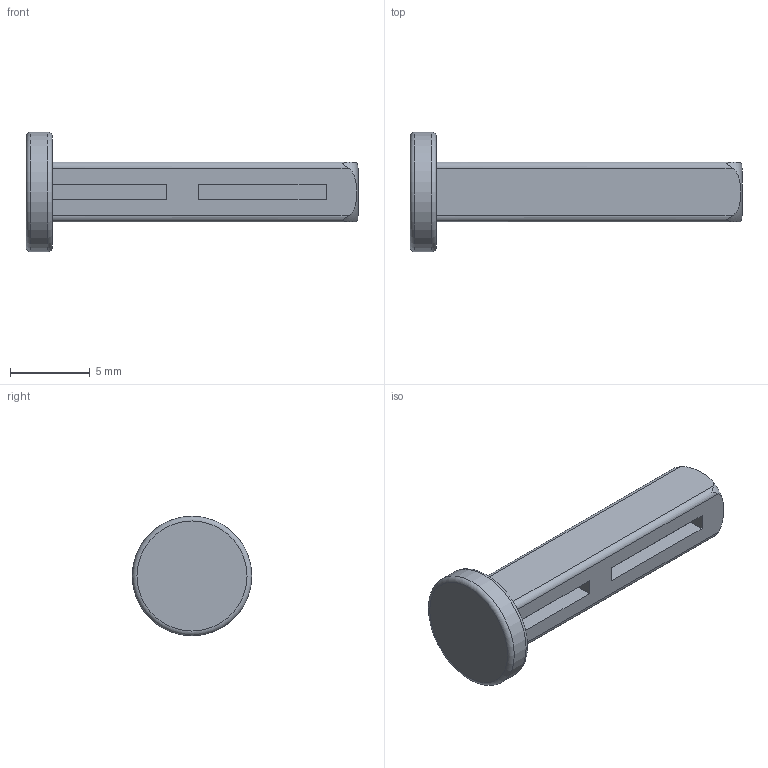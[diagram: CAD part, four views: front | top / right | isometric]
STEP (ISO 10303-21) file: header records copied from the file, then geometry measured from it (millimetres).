
FILE_DESCRIPTION(/* description */ (''),/* implementation_level */ '2;1');
FILE_NAME(/* name */ 'AXp2c.stp',/* time_stamp */ '2019-06-19T17:55:28+02:00',/* author */ ('Varga Daniel'),/* organization */ (''),/* preprocessor_version */ 'ST-DEVELOPER v18',/* originating_system */ 'Autodesk Inventor 2020',/* authorisation */ '');
FILE_SCHEMA (('AUTOMOTIVE_DESIGN { 1 0 10303 214 3 1 1 }'));
Length unit declared in the file: millimetre
Products named in the file (1): AXp2c
Bounding box: 20.82 x 7.5 x 7.5 mm (x, y, z)
Volume: 307.8 mm3; surface area: 461.2 mm2
Topology: 1 solids, 1 shells, 33 faces, 93 edges, 65 vertices
Faces by surface type: plane 25, cylinder 5, torus 3
Full cylindrical faces by diameter (mm): 7.5 x1
Entity records: 1202 total; most frequent: CARTESIAN_POINT 301, ORIENTED_EDGE 186, DIRECTION 167, EDGE_CURVE 93, VERTEX_POINT 65, LINE 61, VECTOR 61, AXIS2_PLACEMENT_3D 53
